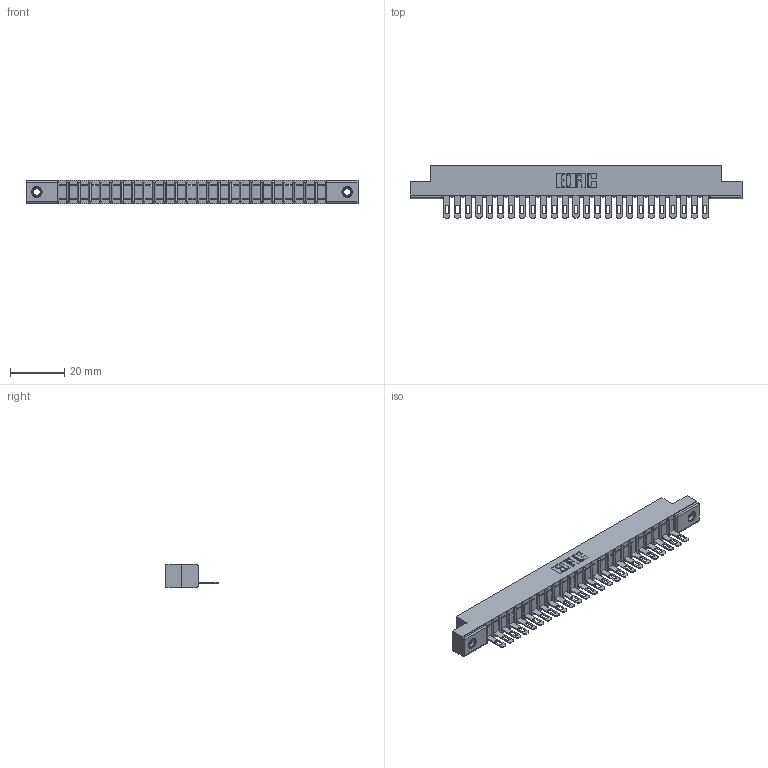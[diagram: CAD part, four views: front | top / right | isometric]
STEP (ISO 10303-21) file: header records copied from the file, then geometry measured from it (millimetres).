
FILE_DESCRIPTION (( 'STEP AP203' ), '1' );
FILE_NAME ('307-025-405-107.STEP', '2020-09-27T12:10:57', ( '' ), ( '' ), 'SwSTEP 2.0', 'SolidWorks 2020', '' );
FILE_SCHEMA (( 'CONFIG_CONTROL_DESIGN' ));
Length unit declared in the file: inch
Products named in the file (4): 307 Part_.156 Dia Mounting Holes; 307-025-405-107; 307-290-001_505; 345-250-001_345-250-005-103
Assembly tree (28 placements, depth 2):
  307-025-405-107
    307 Part_.156 Dia Mounting Holes
    307-290-001_505  x25
    345-250-001_345-250-005-103  x2
Bounding box: 122.07 x 19.18 x 8.71 mm (x, y, z)
Volume: 7720.1 mm3; surface area: 12323.4 mm2
Topology: 28 solids, 28 shells, 1604 faces, 4509 edges, 2894 vertices
Faces by surface type: plane 1002, cylinder 534, sphere 52, cone 12, torus 4
Entity records: 24687 total; most frequent: CARTESIAN_POINT 4131, ORIENTED_EDGE 4110, DIRECTION 4039, EDGE_CURVE 2055, VECTOR 1567, LINE 1567, VERTEX_POINT 1328, AXIS2_PLACEMENT_3D 1236
